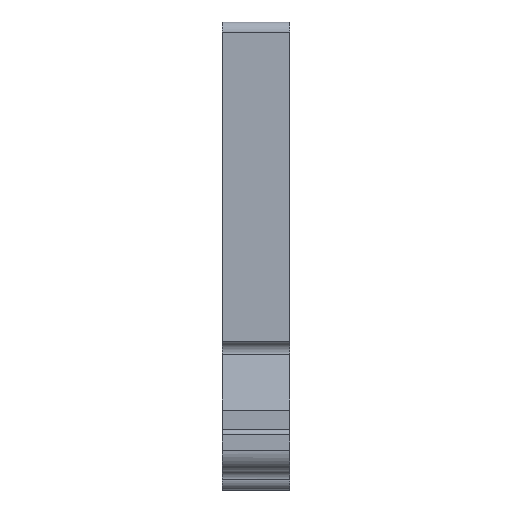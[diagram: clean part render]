
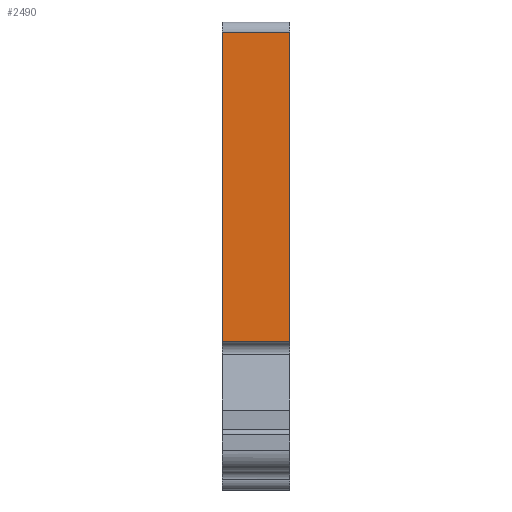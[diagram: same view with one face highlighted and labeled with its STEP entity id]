
A CAD part, front view. The second image highlights one B-rep face of the part: STEP entity #2490.
In plain terms, the highlighted planar face has unit normal (0, -1, 0).
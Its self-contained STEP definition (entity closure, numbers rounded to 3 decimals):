
#2477=AXIS2_PLACEMENT_3D('Plane Axis2P3D',#2474,#2475,#2476) ;
#463=CARTESIAN_POINT('Vertex',(0.,0.,14.35)) ;
#466=CARTESIAN_POINT('Line Origine',(0.,0.,29.35)) ;
#470=CARTESIAN_POINT('Vertex',(0.,0.,44.35)) ;
#834=CARTESIAN_POINT('Vertex',(6.5,0.,44.35)) ;
#837=CARTESIAN_POINT('Line Origine',(6.5,0.,29.35)) ;
#841=CARTESIAN_POINT('Vertex',(6.5,0.,14.35)) ;
#2461=CARTESIAN_POINT('Line Origine',(3.25,0.,14.35)) ;
#2474=CARTESIAN_POINT('Axis2P3D Location',(0.,0.,3.85)) ;
#2479=CARTESIAN_POINT('Line Origine',(3.25,0.,44.35)) ;
#467=DIRECTION('Vector Direction',(0.,0.,-1.)) ;
#838=DIRECTION('Vector Direction',(0.,0.,-1.)) ;
#2462=DIRECTION('Vector Direction',(-1.,0.,0.)) ;
#2475=DIRECTION('Axis2P3D Direction',(0.,1.,0.)) ;
#2476=DIRECTION('Axis2P3D XDirection',(0.,0.,1.)) ;
#2480=DIRECTION('Vector Direction',(1.,0.,0.)) ;
#468=VECTOR('Line Direction',#467,1.) ;
#839=VECTOR('Line Direction',#838,1.) ;
#2463=VECTOR('Line Direction',#2462,1.) ;
#2481=VECTOR('Line Direction',#2480,1.) ;
#2485=ORIENTED_EDGE('',*,*,#472,.T.) ;
#2486=ORIENTED_EDGE('',*,*,#2465,.F.) ;
#2487=ORIENTED_EDGE('',*,*,#843,.F.) ;
#2488=ORIENTED_EDGE('',*,*,#2483,.F.) ;
#2490=ADVANCED_FACE('Koerper.2',(#2489),#2478,.F.) ;
#472=EDGE_CURVE('',#471,#464,#469,.T.) ;
#843=EDGE_CURVE('',#835,#842,#840,.T.) ;
#2465=EDGE_CURVE('',#842,#464,#2464,.T.) ;
#2483=EDGE_CURVE('',#471,#835,#2482,.T.) ;
#2484=EDGE_LOOP('',(#2485,#2486,#2487,#2488)) ;
#2489=FACE_OUTER_BOUND('',#2484,.T.) ;
#469=LINE('Line',#466,#468) ;
#840=LINE('Line',#837,#839) ;
#2464=LINE('Line',#2461,#2463) ;
#2482=LINE('Line',#2479,#2481) ;
#2478=PLANE('',#2477) ;
#464=VERTEX_POINT('',#463) ;
#471=VERTEX_POINT('',#470) ;
#835=VERTEX_POINT('',#834) ;
#842=VERTEX_POINT('',#841) ;
